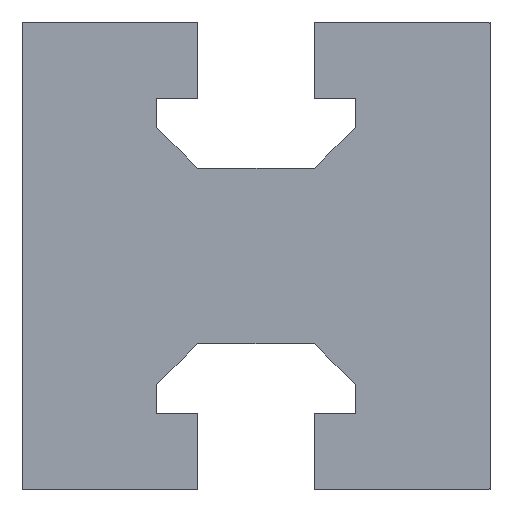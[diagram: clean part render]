
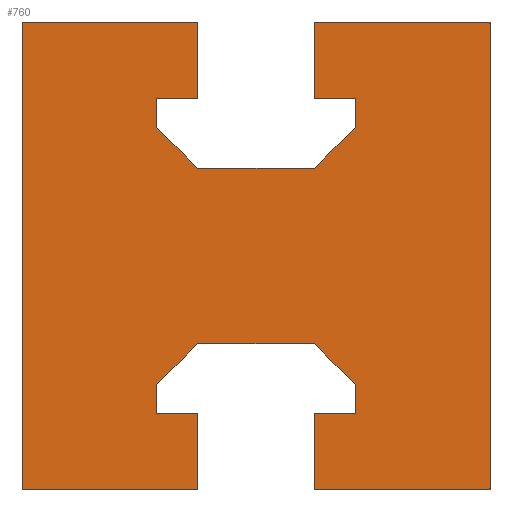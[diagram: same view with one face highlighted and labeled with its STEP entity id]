
A CAD part, left-side view. The second image highlights one B-rep face of the part: STEP entity #760.
In plain terms, the highlighted planar face has unit normal (-1, 0, 0).
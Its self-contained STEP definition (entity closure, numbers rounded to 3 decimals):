
#760=ADVANCED_FACE('',(#2163),#2164,.T.);
#766=VERTEX_POINT('',#2170);
#848=EDGE_CURVE('',#1544,#1126,#2261,.T.);
#904=EDGE_CURVE('',#1612,#766,#2323,.T.);
#920=EDGE_CURVE('',#1720,#1544,#2340,.T.);
#966=EDGE_CURVE('',#1776,#1402,#2391,.T.);
#1048=EDGE_CURVE('',#1154,#1124,#2479,.T.);
#1098=VERTEX_POINT('',#2534);
#1124=VERTEX_POINT('',#2562);
#1126=VERTEX_POINT('',#2564);
#1140=VERTEX_POINT('',#2579);
#1142=VERTEX_POINT('',#2581);
#1146=EDGE_CURVE('',#1124,#1678,#2585,.T.);
#1154=VERTEX_POINT('',#2594);
#1160=EDGE_CURVE('',#1140,#1408,#2600,.T.);
#1168=EDGE_CURVE('',#1908,#1428,#2608,.T.);
#1226=VERTEX_POINT('',#2673);
#1354=EDGE_CURVE('',#1402,#1514,#2810,.T.);
#1372=EDGE_CURVE('',#1226,#1852,#2831,.T.);
#1402=VERTEX_POINT('',#2868);
#1408=VERTEX_POINT('',#2874);
#1428=VERTEX_POINT('',#2895);
#1442=EDGE_CURVE('',#1852,#1720,#2911,.T.);
#1446=EDGE_CURVE('',#1970,#1142,#2915,.T.);
#1458=EDGE_CURVE('',#1126,#1970,#2928,.T.);
#1514=VERTEX_POINT('',#2989);
#1534=EDGE_CURVE('',#1896,#1098,#3010,.T.);
#1544=VERTEX_POINT('',#3020);
#1566=EDGE_CURVE('',#1428,#1776,#3043,.T.);
#1604=EDGE_CURVE('',#1678,#1140,#3087,.T.);
#1612=VERTEX_POINT('',#3095);
#1664=EDGE_CURVE('',#1962,#1828,#3152,.T.);
#1678=VERTEX_POINT('',#3167);
#1714=VERTEX_POINT('',#3209);
#1720=VERTEX_POINT('',#3215);
#1746=EDGE_CURVE('',#1514,#1154,#3243,.T.);
#1748=EDGE_CURVE('',#1828,#1896,#3245,.T.);
#1776=VERTEX_POINT('',#3275);
#1796=EDGE_CURVE('',#1408,#1226,#3295,.T.);
#1828=VERTEX_POINT('',#3329);
#1832=EDGE_CURVE('',#1098,#1714,#3334,.T.);
#1852=VERTEX_POINT('',#3354);
#1876=EDGE_CURVE('',#766,#1962,#3379,.T.);
#1896=VERTEX_POINT('',#3400);
#1908=VERTEX_POINT('',#3412);
#1962=VERTEX_POINT('',#3471);
#1970=VERTEX_POINT('',#3480);
#2036=EDGE_CURVE('',#1714,#1908,#3553,.T.);
#2086=EDGE_CURVE('',#1142,#1612,#3604,.T.);
#2163=FACE_OUTER_BOUND('',#3696,.T.);
#2164=PLANE('',#3697);
#2170=CARTESIAN_POINT('',(-20.0,-8.5,33.5));
#2261=LINE('',#3827,#3828);
#2323=LINE('',#3917,#3918);
#2340=LINE('',#3948,#3949);
#2391=LINE('',#4025,#4026);
#2479=LINE('',#4161,#4162);
#2534=CARTESIAN_POINT('',(-20.0,8.5,31.0));
#2562=CARTESIAN_POINT('',(-20.0,8.5,6.5));
#2564=CARTESIAN_POINT('',(-20.,-20.,0.0));
#2579=CARTESIAN_POINT('',(-20.0,5.0,12.5));
#2581=CARTESIAN_POINT('',(-20.0,-5.0,40.0));
#2585=LINE('',#4313,#4314);
#2594=CARTESIAN_POINT('',(-20.0,5.0,6.5));
#2600=LINE('',#4334,#4335);
#2608=LINE('',#4346,#4347);
#2673=CARTESIAN_POINT('',(-20.0,-8.5,9.));
#2810=LINE('',#4652,#4653);
#2831=LINE('',#4681,#4682);
#2868=CARTESIAN_POINT('',(-20.,20.,0.0));
#2874=CARTESIAN_POINT('',(-20.0,-5.,12.5));
#2895=CARTESIAN_POINT('',(-20.,5.0,40.0));
#2911=LINE('',#4791,#4792);
#2915=LINE('',#4799,#4800);
#2928=LINE('',#4822,#4823);
#2989=CARTESIAN_POINT('',(-20.,5.0,0.0));
#3010=LINE('',#4942,#4943);
#3020=CARTESIAN_POINT('',(-20.0,-5.0,0.0));
#3043=LINE('',#4991,#4992);
#3087=LINE('',#5049,#5050);
#3095=CARTESIAN_POINT('',(-20.0,-5.0,33.5));
#3152=LINE('',#5150,#5151);
#3167=CARTESIAN_POINT('',(-20.0,8.5,9.));
#3209=CARTESIAN_POINT('',(-20.0,8.5,33.5));
#3215=CARTESIAN_POINT('',(-20.0,-5.0,6.5));
#3243=LINE('',#5273,#5274);
#3245=LINE('',#5277,#5278);
#3275=CARTESIAN_POINT('',(-20.,20.,40.0));
#3295=LINE('',#5347,#5348);
#3329=CARTESIAN_POINT('',(-20.0,-5.,27.5));
#3334=LINE('',#5406,#5407);
#3354=CARTESIAN_POINT('',(-20.0,-8.5,6.5));
#3379=LINE('',#5473,#5474);
#3400=CARTESIAN_POINT('',(-20.0,5.0,27.5));
#3412=CARTESIAN_POINT('',(-20.0,5.0,33.5));
#3471=CARTESIAN_POINT('',(-20.0,-8.5,31.0));
#3480=CARTESIAN_POINT('',(-20.,-20.,40.0));
#3553=LINE('',#5715,#5716);
#3604=LINE('',#5796,#5797);
#3696=EDGE_LOOP('',(#5879,#5880,#5881,#5882,#5883,#5884,#5885,#5886,#5887,#5888,#5889,#5890,#5891,#5892,#5893,#5894,#5895,#5896,#5897,#5898,#5899,#5900,#5901,#5902));
#3697=AXIS2_PLACEMENT_3D('',#5903,#5904,#5905);
#3827=CARTESIAN_POINT('',(-20.,-20.,0.0));
#3828=VECTOR('',#6018,1000.0);
#3917=CARTESIAN_POINT('',(-20.,-20.,33.5));
#3918=VECTOR('',#6080,1000.0);
#3948=CARTESIAN_POINT('',(-20.,-5.0,0.0));
#3949=VECTOR('',#6095,1000.0);
#4025=CARTESIAN_POINT('',(-20.,20.,0.0));
#4026=VECTOR('',#6150,1000.0);
#4161=CARTESIAN_POINT('',(-20.,-20.,6.5));
#4162=VECTOR('',#6226,1000.0);
#4313=CARTESIAN_POINT('',(-20.,8.5,0.0));
#4314=VECTOR('',#6323,1000.0);
#4334=CARTESIAN_POINT('',(-20.,-20.,12.5));
#4335=VECTOR('',#6334,1000.0);
#4346=CARTESIAN_POINT('',(-20.,5.0,0.0));
#4347=VECTOR('',#6336,1000.0);
#4652=CARTESIAN_POINT('',(-20.,-20.,0.0));
#4653=VECTOR('',#6532,1000.0);
#4681=CARTESIAN_POINT('',(-20.,-8.5,0.0));
#4682=VECTOR('',#6560,1000.0);
#4791=CARTESIAN_POINT('',(-20.,-20.,6.5));
#4792=VECTOR('',#6657,1000.0);
#4799=CARTESIAN_POINT('',(-20.,-20.,40.0));
#4800=VECTOR('',#6659,1000.0);
#4822=CARTESIAN_POINT('',(-20.,-20.,0.0));
#4823=VECTOR('',#6672,1000.0);
#4942=CARTESIAN_POINT('',(-20.,5.0,27.5));
#4943=VECTOR('',#6747,1000.0);
#4991=CARTESIAN_POINT('',(-20.,-20.,40.0));
#4992=VECTOR('',#6763,1000.0);
#5049=CARTESIAN_POINT('',(-20.,8.5,9.));
#5050=VECTOR('',#6820,1000.0);
#5150=CARTESIAN_POINT('',(-20.,-8.5,31.0));
#5151=VECTOR('',#6898,1000.0);
#5273=CARTESIAN_POINT('',(-20.,5.0,0.0));
#5274=VECTOR('',#7032,1000.0);
#5277=CARTESIAN_POINT('',(-20.,-20.,27.5));
#5278=VECTOR('',#7033,1000.0);
#5347=CARTESIAN_POINT('',(-20.,-5.0,12.5));
#5348=VECTOR('',#7061,1000.0);
#5406=CARTESIAN_POINT('',(-20.,8.5,0.0));
#5407=VECTOR('',#7099,1000.0);
#5473=CARTESIAN_POINT('',(-20.,-8.5,0.0));
#5474=VECTOR('',#7120,1000.0);
#5715=CARTESIAN_POINT('',(-20.,-20.,33.5));
#5716=VECTOR('',#7296,1000.0);
#5796=CARTESIAN_POINT('',(-20.,-5.0,0.0));
#5797=VECTOR('',#7319,1000.0);
#5879=ORIENTED_EDGE('',*,*,#966,.T.);
#5880=ORIENTED_EDGE('',*,*,#1354,.T.);
#5881=ORIENTED_EDGE('',*,*,#1746,.T.);
#5882=ORIENTED_EDGE('',*,*,#1048,.T.);
#5883=ORIENTED_EDGE('',*,*,#1146,.T.);
#5884=ORIENTED_EDGE('',*,*,#1604,.T.);
#5885=ORIENTED_EDGE('',*,*,#1160,.T.);
#5886=ORIENTED_EDGE('',*,*,#1796,.T.);
#5887=ORIENTED_EDGE('',*,*,#1372,.T.);
#5888=ORIENTED_EDGE('',*,*,#1442,.T.);
#5889=ORIENTED_EDGE('',*,*,#920,.T.);
#5890=ORIENTED_EDGE('',*,*,#848,.T.);
#5891=ORIENTED_EDGE('',*,*,#1458,.T.);
#5892=ORIENTED_EDGE('',*,*,#1446,.T.);
#5893=ORIENTED_EDGE('',*,*,#2086,.T.);
#5894=ORIENTED_EDGE('',*,*,#904,.T.);
#5895=ORIENTED_EDGE('',*,*,#1876,.T.);
#5896=ORIENTED_EDGE('',*,*,#1664,.T.);
#5897=ORIENTED_EDGE('',*,*,#1748,.T.);
#5898=ORIENTED_EDGE('',*,*,#1534,.T.);
#5899=ORIENTED_EDGE('',*,*,#1832,.T.);
#5900=ORIENTED_EDGE('',*,*,#2036,.T.);
#5901=ORIENTED_EDGE('',*,*,#1168,.T.);
#5902=ORIENTED_EDGE('',*,*,#1566,.T.);
#5903=CARTESIAN_POINT('',(-20.,-20.,0.0));
#5904=DIRECTION('',(-1.0,0.0,0.0));
#5905=DIRECTION('',(0.0,0.0,1.0));
#6018=DIRECTION('',(0.0,-1.0,0.0));
#6080=DIRECTION('',(0.0,-1.0,0.0));
#6095=DIRECTION('',(0.0,0.0,-1.0));
#6150=DIRECTION('',(0.0,0.0,-1.0));
#6226=DIRECTION('',(0.0,1.0,0.0));
#6323=DIRECTION('',(0.0,0.0,1.0));
#6334=DIRECTION('',(0.0,-1.0,0.0));
#6336=DIRECTION('',(0.0,0.0,1.0));
#6532=DIRECTION('',(0.0,-1.0,0.0));
#6560=DIRECTION('',(0.0,0.0,-1.0));
#6657=DIRECTION('',(0.0,1.0,0.0));
#6659=DIRECTION('',(0.0,1.0,0.0));
#6672=DIRECTION('',(0.0,0.0,1.0));
#6747=DIRECTION('',(0.0,0.707,0.707));
#6763=DIRECTION('',(0.0,1.0,0.0));
#6820=DIRECTION('',(0.0,-0.707,0.707));
#6898=DIRECTION('',(0.0,0.707,-0.707));
#7032=DIRECTION('',(0.0,0.0,1.0));
#7033=DIRECTION('',(0.0,1.0,0.0));
#7061=DIRECTION('',(0.0,-0.707,-0.707));
#7099=DIRECTION('',(0.0,0.0,1.0));
#7120=DIRECTION('',(0.0,0.0,-1.0));
#7296=DIRECTION('',(0.0,-1.0,0.0));
#7319=DIRECTION('',(0.0,0.0,-1.0));
